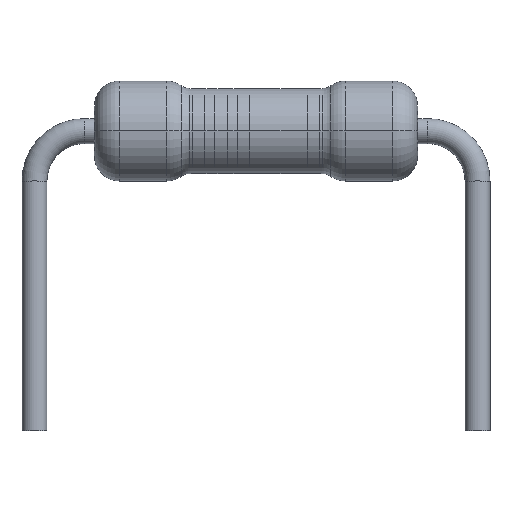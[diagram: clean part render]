
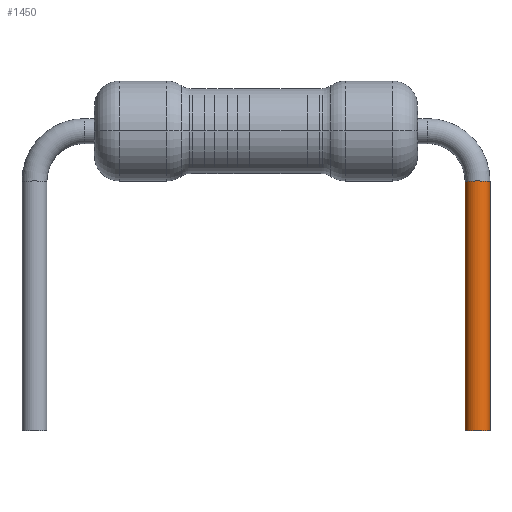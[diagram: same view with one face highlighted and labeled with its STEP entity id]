
A CAD part, top view. The second image highlights one B-rep face of the part: STEP entity #1450.
In plain terms, the highlighted cylindrical face has radius 0.25 mm (diameter 0.5 mm), a partial arc.
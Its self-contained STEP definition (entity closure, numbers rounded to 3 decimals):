
#21 = CIRCLE ( 'NONE', #1236, 0.25 ) ;
#63 = CARTESIAN_POINT ( 'NONE',  ( 7.414, -1., 0. ) ) ;
#69 = ORIENTED_EDGE ( 'NONE', *, *, #415, .F. ) ;
#71 = DIRECTION ( 'NONE',  ( 0., -1., 0. ) ) ;
#92 = LINE ( 'NONE', #1481, #1409 ) ;
#189 = EDGE_LOOP ( 'NONE', ( #69, #278, #1587, #426 ) ) ;
#216 = DIRECTION ( 'NONE',  ( 0., -1., 0. ) ) ;
#254 = CARTESIAN_POINT ( 'NONE',  ( 7.664, -6., 0. ) ) ;
#278 = ORIENTED_EDGE ( 'NONE', *, *, #1630, .T. ) ;
#293 = VECTOR ( 'NONE', #1130, 1000. ) ;
#306 = CARTESIAN_POINT ( 'NONE',  ( 7.664, -1., 0. ) ) ;
#411 = VERTEX_POINT ( 'NONE', #1231 ) ;
#415 = EDGE_CURVE ( 'NONE', #2012, #788, #21, .T. ) ;
#426 = ORIENTED_EDGE ( 'NONE', *, *, #1948, .F. ) ;
#452 = DIRECTION ( 'NONE',  ( 0., 0., -1. ) ) ;
#508 = LINE ( 'NONE', #63, #293 ) ;
#548 = CARTESIAN_POINT ( 'NONE',  ( 7.414, -1., 0. ) ) ;
#615 = AXIS2_PLACEMENT_3D ( 'NONE', #1470, #71, #1194 ) ;
#764 = VERTEX_POINT ( 'NONE', #1077 ) ;
#788 = VERTEX_POINT ( 'NONE', #1895 ) ;
#1046 = DIRECTION ( 'NONE',  ( 0., 0., -1. ) ) ;
#1077 = CARTESIAN_POINT ( 'NONE',  ( 7.914, -6., 0. ) ) ;
#1130 = DIRECTION ( 'NONE',  ( 0., -1., 0. ) ) ;
#1173 = CYLINDRICAL_SURFACE ( 'NONE', #615, 0.25 ) ;
#1191 = FACE_OUTER_BOUND ( 'NONE', #189, .T. ) ;
#1194 = DIRECTION ( 'NONE',  ( 1., 0., 0. ) ) ;
#1231 = CARTESIAN_POINT ( 'NONE',  ( 7.414, -6., 0. ) ) ;
#1236 = AXIS2_PLACEMENT_3D ( 'NONE', #306, #1715, #452 ) ;
#1409 = VECTOR ( 'NONE', #216, 1000. ) ;
#1450 = ADVANCED_FACE ( 'NONE', ( #1191 ), #1173, .T. ) ;
#1470 = CARTESIAN_POINT ( 'NONE',  ( 7.664, -1., 0. ) ) ;
#1481 = CARTESIAN_POINT ( 'NONE',  ( 7.914, -1., 0. ) ) ;
#1527 = DIRECTION ( 'NONE',  ( 0., 1., 0. ) ) ;
#1574 = CIRCLE ( 'NONE', #1953, 0.25 ) ;
#1587 = ORIENTED_EDGE ( 'NONE', *, *, #2043, .T. ) ;
#1630 = EDGE_CURVE ( 'NONE', #2012, #411, #508, .T. ) ;
#1715 = DIRECTION ( 'NONE',  ( 0., 1., 0. ) ) ;
#1895 = CARTESIAN_POINT ( 'NONE',  ( 7.914, -1., 0. ) ) ;
#1948 = EDGE_CURVE ( 'NONE', #788, #764, #92, .T. ) ;
#1953 = AXIS2_PLACEMENT_3D ( 'NONE', #254, #1527, #1046 ) ;
#2012 = VERTEX_POINT ( 'NONE', #548 ) ;
#2043 = EDGE_CURVE ( 'NONE', #411, #764, #1574, .T. ) ;
